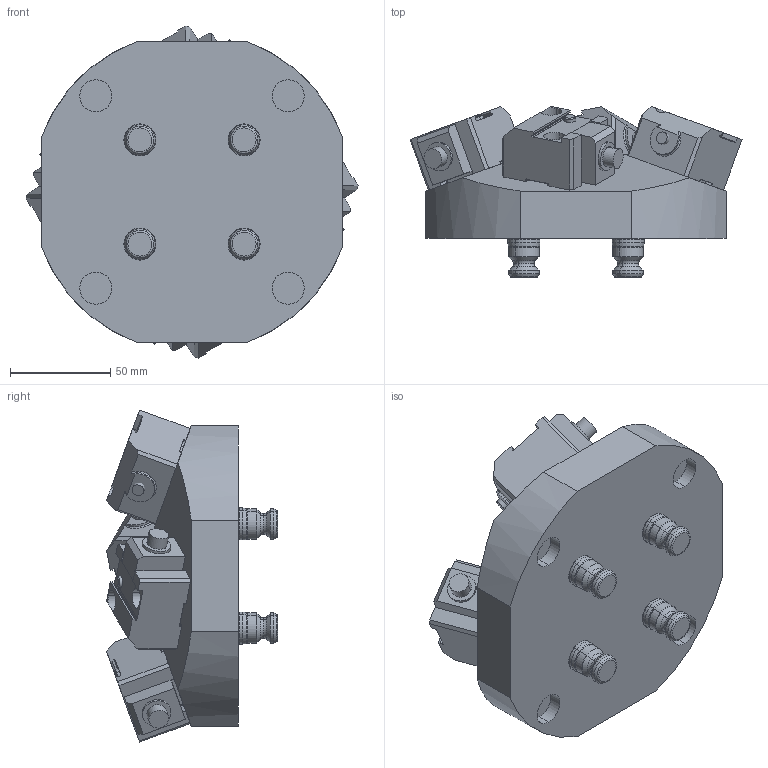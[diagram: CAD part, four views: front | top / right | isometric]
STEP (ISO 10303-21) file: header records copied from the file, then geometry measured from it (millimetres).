
FILE_DESCRIPTION (( 'STEP AP214' ), '1' );
FILE_NAME ('D_R52-P4DM25.STEP', '2020-03-13T18:59:59', ( '' ), ( '' ), 'SwSTEP 2.0', 'SolidWorks 2018', '' );
FILE_SCHEMA (( 'AUTOMOTIVE_DESIGN' ));
Length unit declared in the file: millimetre
Products named in the file (7): D_DM25-1; D_DM25; D_P4DM25; D_DM25-2; D_DM25-3_LP6; D_R52-P4DM25; D_PS16F_HARD TURN
Assembly tree (12 placements, depth 3):
  D_R52-P4DM25
    D_P4DM25
    D_DM25  x4
      D_DM25-1
      D_DM25-2
      D_DM25-3_LP6
    D_PS16F_HARD TURN  x4
Bounding box: 165.78 x 85.44 x 165.78 mm (x, y, z)
Volume: 780598.9 mm3; surface area: 124457.7 mm2
Topology: 17 solids, 17 shells, 830 faces, 1896 edges, 1160 vertices
Faces by surface type: cylinder 300, plane 278, cone 160, torus 92
Entity records: 10970 total; most frequent: DIRECTION 1938, CARTESIAN_POINT 1726, ORIENTED_EDGE 1586, EDGE_CURVE 793, AXIS2_PLACEMENT_3D 776, VERTEX_POINT 488, EDGE_LOOP 429, CIRCLE 392
